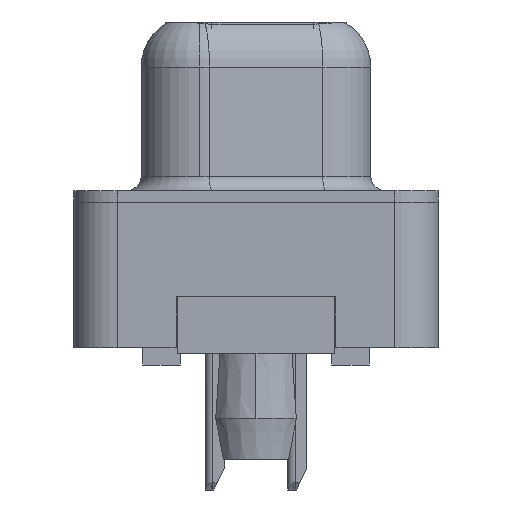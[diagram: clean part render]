
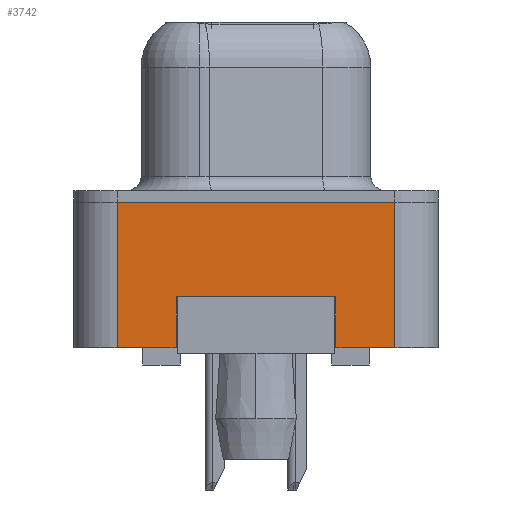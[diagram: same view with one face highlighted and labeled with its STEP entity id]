
A CAD part, left-side view. The second image highlights one B-rep face of the part: STEP entity #3742.
In plain terms, the highlighted planar face has unit normal (-1, 0, 0).
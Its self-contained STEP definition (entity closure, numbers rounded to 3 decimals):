
#433 = VERTEX_POINT ( 'NONE', #19191 ) ;
#618 = EDGE_CURVE ( 'NONE', #9311, #11243, #7405, .T. ) ;
#961 = LINE ( 'NONE', #17877, #1492 ) ;
#1009 = CARTESIAN_POINT ( 'NONE',  ( -2.995, -4.775, -5. ) ) ;
#1492 = VECTOR ( 'NONE', #8657, 1000. ) ;
#1508 = AXIS2_PLACEMENT_3D ( 'NONE', #8050, #2063, #5002 ) ;
#1681 = ORIENTED_EDGE ( 'NONE', *, *, #13765, .F. ) ;
#2063 = DIRECTION ( 'NONE',  ( -1., 0., 0. ) ) ;
#2269 = CARTESIAN_POINT ( 'NONE',  ( -2.995, 4.775, -5. ) ) ;
#2549 = CARTESIAN_POINT ( 'NONE',  ( -2.995, 4.775, -5. ) ) ;
#3742 = ADVANCED_FACE ( 'NONE', ( #16023 ), #12644, .T. ) ;
#3772 = CARTESIAN_POINT ( 'NONE',  ( -2.995, 2.75, -3.25 ) ) ;
#3812 = VERTEX_POINT ( 'NONE', #14499 ) ;
#4427 = ORIENTED_EDGE ( 'NONE', *, *, #15879, .F. ) ;
#4720 = ORIENTED_EDGE ( 'NONE', *, *, #618, .F. ) ;
#5002 = DIRECTION ( 'NONE',  ( 0., 0., 1. ) ) ;
#5185 = LINE ( 'NONE', #3772, #9712 ) ;
#5271 = EDGE_CURVE ( 'NONE', #9197, #7556, #961, .T. ) ;
#6924 = CARTESIAN_POINT ( 'NONE',  ( -2.995, -2.75, -3.25 ) ) ;
#7005 = CARTESIAN_POINT ( 'NONE',  ( -2.995, -4.775, -5. ) ) ;
#7016 = ORIENTED_EDGE ( 'NONE', *, *, #17925, .T. ) ;
#7261 = ORIENTED_EDGE ( 'NONE', *, *, #8990, .T. ) ;
#7405 = LINE ( 'NONE', #16818, #11446 ) ;
#7556 = VERTEX_POINT ( 'NONE', #18885 ) ;
#7705 = VERTEX_POINT ( 'NONE', #8621 ) ;
#7835 = EDGE_CURVE ( 'NONE', #11238, #11243, #13738, .T. ) ;
#8050 = CARTESIAN_POINT ( 'NONE',  ( -2.995, -4.775, -5. ) ) ;
#8621 = CARTESIAN_POINT ( 'NONE',  ( -2.995, 4.775, 0. ) ) ;
#8657 = DIRECTION ( 'NONE',  ( 0., 0., 1. ) ) ;
#8673 = VECTOR ( 'NONE', #13058, 1000. ) ;
#8682 = VECTOR ( 'NONE', #16617, 1000. ) ;
#8990 = EDGE_CURVE ( 'NONE', #3812, #9197, #16207, .T. ) ;
#9014 = CARTESIAN_POINT ( 'NONE',  ( -2.995, -4.775, -5. ) ) ;
#9197 = VERTEX_POINT ( 'NONE', #1009 ) ;
#9311 = VERTEX_POINT ( 'NONE', #13925 ) ;
#9712 = VECTOR ( 'NONE', #15808, 1000. ) ;
#11043 = EDGE_CURVE ( 'NONE', #433, #9311, #5185, .T. ) ;
#11238 = VERTEX_POINT ( 'NONE', #2549 ) ;
#11243 = VERTEX_POINT ( 'NONE', #19614 ) ;
#11299 = LINE ( 'NONE', #6924, #8673 ) ;
#11372 = DIRECTION ( 'NONE',  ( 0., -1., 0. ) ) ;
#11446 = VECTOR ( 'NONE', #16925, 1000. ) ;
#12644 = PLANE ( 'NONE',  #1508 ) ;
#13058 = DIRECTION ( 'NONE',  ( 0., 0., -1. ) ) ;
#13322 = LINE ( 'NONE', #16608, #17431 ) ;
#13418 = DIRECTION ( 'NONE',  ( 0., -1., 0. ) ) ;
#13738 = LINE ( 'NONE', #9014, #8682 ) ;
#13765 = EDGE_CURVE ( 'NONE', #7705, #7556, #13322, .T. ) ;
#13925 = CARTESIAN_POINT ( 'NONE',  ( -2.995, 2.75, -3.25 ) ) ;
#14499 = CARTESIAN_POINT ( 'NONE',  ( -2.995, -2.75, -5. ) ) ;
#14845 = EDGE_LOOP ( 'NONE', ( #7016, #7261, #15099, #1681, #4427, #19298, #4720, #16582 ) ) ;
#15099 = ORIENTED_EDGE ( 'NONE', *, *, #5271, .T. ) ;
#15808 = DIRECTION ( 'NONE',  ( 0., 1., 0. ) ) ;
#15879 = EDGE_CURVE ( 'NONE', #11238, #7705, #16641, .T. ) ;
#16023 = FACE_OUTER_BOUND ( 'NONE', #14845, .T. ) ;
#16207 = LINE ( 'NONE', #7005, #19633 ) ;
#16582 = ORIENTED_EDGE ( 'NONE', *, *, #11043, .F. ) ;
#16608 = CARTESIAN_POINT ( 'NONE',  ( -2.995, -4.775, 0. ) ) ;
#16617 = DIRECTION ( 'NONE',  ( 0., -1., 0. ) ) ;
#16641 = LINE ( 'NONE', #2269, #17760 ) ;
#16818 = CARTESIAN_POINT ( 'NONE',  ( -2.995, 2.75, -3.25 ) ) ;
#16925 = DIRECTION ( 'NONE',  ( 0., 0., -1. ) ) ;
#17431 = VECTOR ( 'NONE', #13418, 1000. ) ;
#17760 = VECTOR ( 'NONE', #18074, 1000. ) ;
#17877 = CARTESIAN_POINT ( 'NONE',  ( -2.995, -4.775, -5. ) ) ;
#17925 = EDGE_CURVE ( 'NONE', #433, #3812, #11299, .T. ) ;
#18074 = DIRECTION ( 'NONE',  ( 0., 0., 1. ) ) ;
#18885 = CARTESIAN_POINT ( 'NONE',  ( -2.995, -4.775, 0. ) ) ;
#19191 = CARTESIAN_POINT ( 'NONE',  ( -2.995, -2.75, -3.25 ) ) ;
#19298 = ORIENTED_EDGE ( 'NONE', *, *, #7835, .T. ) ;
#19614 = CARTESIAN_POINT ( 'NONE',  ( -2.995, 2.75, -5. ) ) ;
#19633 = VECTOR ( 'NONE', #11372, 1000. ) ;
